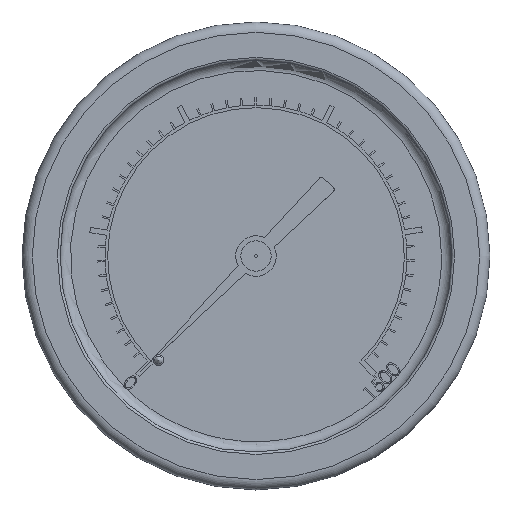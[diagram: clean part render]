
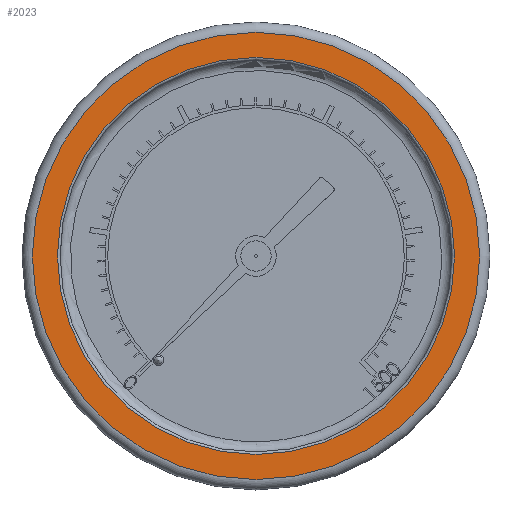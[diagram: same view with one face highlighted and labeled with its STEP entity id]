
A CAD part, top view. The second image highlights one B-rep face of the part: STEP entity #2023.
In plain terms, the highlighted planar face has unit normal (0, 0, 1).
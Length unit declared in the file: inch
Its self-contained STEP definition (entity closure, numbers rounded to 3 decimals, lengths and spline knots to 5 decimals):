
#2023 = ADVANCED_FACE ( 'NONE', ( #7572, #11349 ), #12475, .T. ) ;
#2227 = DIRECTION ( 'NONE',  ( 1., 0., 0. ) ) ;
#2526 = EDGE_LOOP ( 'NONE', ( #14013 ) ) ;
#3432 = VERTEX_POINT ( 'NONE', #6591 ) ;
#3559 = AXIS2_PLACEMENT_3D ( 'NONE', #14188, #14024, #4491 ) ;
#4150 = AXIS2_PLACEMENT_3D ( 'NONE', #12878, #17080, #8673 ) ;
#4241 = AXIS2_PLACEMENT_3D ( 'NONE', #9174, #10516, #2227 ) ;
#4491 = DIRECTION ( 'NONE',  ( 1., 0., 0. ) ) ;
#6182 = EDGE_CURVE ( 'NONE', #15990, #15990, #6549, .T. ) ;
#6549 = CIRCLE ( 'NONE', #4241, 1.2965 ) ;
#6591 = CARTESIAN_POINT ( 'NONE',  ( 1.151, 0., 0. ) ) ;
#7572 = FACE_BOUND ( 'NONE', #2526, .T. ) ;
#7662 = CARTESIAN_POINT ( 'NONE',  ( 1.2965, 0., 0. ) ) ;
#7816 = ORIENTED_EDGE ( 'NONE', *, *, #6182, .T. ) ;
#8673 = DIRECTION ( 'NONE',  ( 1., 0., 0. ) ) ;
#9174 = CARTESIAN_POINT ( 'NONE',  ( 0., 0., 0. ) ) ;
#10076 = EDGE_CURVE ( 'NONE', #3432, #3432, #16473, .T. ) ;
#10516 = DIRECTION ( 'NONE',  ( 0., 0., 1. ) ) ;
#11349 = FACE_OUTER_BOUND ( 'NONE', #16076, .T. ) ;
#12475 = PLANE ( 'NONE',  #4150 ) ;
#12878 = CARTESIAN_POINT ( 'NONE',  ( 0., 0., 0. ) ) ;
#14013 = ORIENTED_EDGE ( 'NONE', *, *, #10076, .T. ) ;
#14024 = DIRECTION ( 'NONE',  ( 0., 0., -1. ) ) ;
#14188 = CARTESIAN_POINT ( 'NONE',  ( 0., 0., 0. ) ) ;
#15990 = VERTEX_POINT ( 'NONE', #7662 ) ;
#16076 = EDGE_LOOP ( 'NONE', ( #7816 ) ) ;
#16473 = CIRCLE ( 'NONE', #3559, 1.151 ) ;
#17080 = DIRECTION ( 'NONE',  ( 0., 0., 1. ) ) ;
